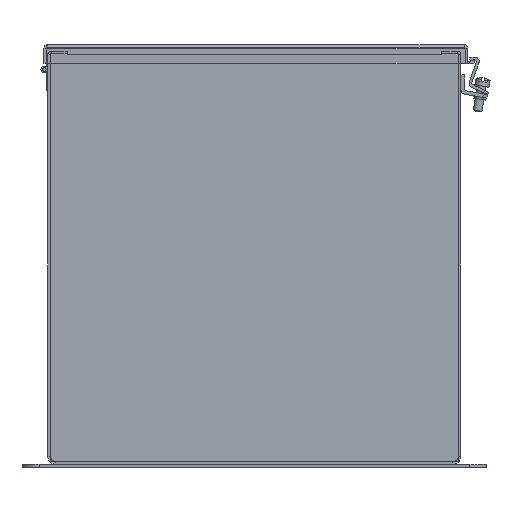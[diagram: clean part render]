
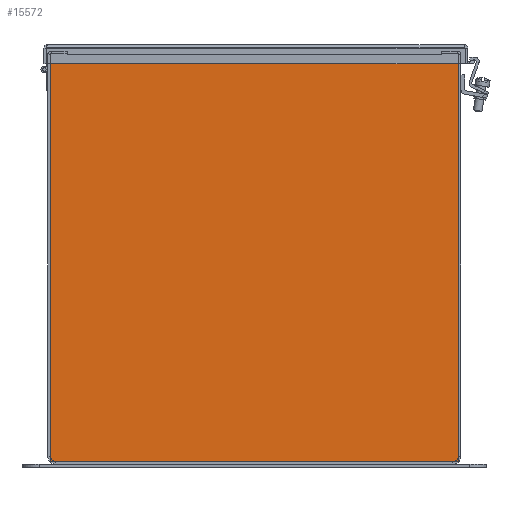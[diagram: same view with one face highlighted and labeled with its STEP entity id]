
A CAD part, left-side view. The second image highlights one B-rep face of the part: STEP entity #15572.
In plain terms, the highlighted face is planar.
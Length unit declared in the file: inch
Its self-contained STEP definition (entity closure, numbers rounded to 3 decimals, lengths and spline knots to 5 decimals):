
#451=PLANE('',#16584);
#951=FACE_OUTER_BOUND('',#1729,.T.);
#1729=EDGE_LOOP('',(#10325,#10326,#10327,#10328,#10329,#10330,#10331,#10332,
#10333,#10334,#10335,#10336));
#3322=LINE('',#22385,#4940);
#3337=LINE('',#22421,#4955);
#3340=LINE('',#22428,#4958);
#3344=LINE('',#22435,#4962);
#3346=LINE('',#22439,#4964);
#3347=LINE('',#22441,#4965);
#3348=LINE('',#22443,#4966);
#3349=LINE('',#22445,#4967);
#3350=LINE('',#22447,#4968);
#3351=LINE('',#22449,#4969);
#3352=LINE('',#22451,#4970);
#3353=LINE('',#22452,#4971);
#4940=VECTOR('',#18054,0.3937);
#4955=VECTOR('',#18093,0.3937);
#4958=VECTOR('',#18098,0.3937);
#4962=VECTOR('',#18104,0.3937);
#4964=VECTOR('',#18108,0.3937);
#4965=VECTOR('',#18109,0.3937);
#4966=VECTOR('',#18110,0.3937);
#4967=VECTOR('',#18111,0.3937);
#4968=VECTOR('',#18112,0.3937);
#4969=VECTOR('',#18113,0.3937);
#4970=VECTOR('',#18114,0.3937);
#4971=VECTOR('',#18115,0.3937);
#6539=VERTEX_POINT('',#22382);
#6540=VERTEX_POINT('',#22384);
#6549=VERTEX_POINT('',#22420);
#6551=VERTEX_POINT('',#22426);
#6552=VERTEX_POINT('',#22427);
#6555=VERTEX_POINT('',#22438);
#6556=VERTEX_POINT('',#22440);
#6557=VERTEX_POINT('',#22442);
#6558=VERTEX_POINT('',#22444);
#6559=VERTEX_POINT('',#22446);
#6560=VERTEX_POINT('',#22448);
#6561=VERTEX_POINT('',#22450);
#8011=EDGE_CURVE('',#6540,#6539,#3322,.T.);
#8029=EDGE_CURVE('',#6549,#6540,#3337,.T.);
#8032=EDGE_CURVE('',#6551,#6552,#3340,.T.);
#8036=EDGE_CURVE('',#6552,#6549,#3344,.T.);
#8038=EDGE_CURVE('',#6539,#6555,#3346,.T.);
#8039=EDGE_CURVE('',#6555,#6556,#3347,.T.);
#8040=EDGE_CURVE('',#6556,#6557,#3348,.T.);
#8041=EDGE_CURVE('',#6558,#6557,#3349,.T.);
#8042=EDGE_CURVE('',#6559,#6558,#3350,.T.);
#8043=EDGE_CURVE('',#6560,#6559,#3351,.T.);
#8044=EDGE_CURVE('',#6561,#6560,#3352,.T.);
#8045=EDGE_CURVE('',#6551,#6561,#3353,.T.);
#10325=ORIENTED_EDGE('',*,*,#8032,.T.);
#10326=ORIENTED_EDGE('',*,*,#8036,.T.);
#10327=ORIENTED_EDGE('',*,*,#8029,.T.);
#10328=ORIENTED_EDGE('',*,*,#8011,.T.);
#10329=ORIENTED_EDGE('',*,*,#8038,.T.);
#10330=ORIENTED_EDGE('',*,*,#8039,.T.);
#10331=ORIENTED_EDGE('',*,*,#8040,.T.);
#10332=ORIENTED_EDGE('',*,*,#8041,.F.);
#10333=ORIENTED_EDGE('',*,*,#8042,.F.);
#10334=ORIENTED_EDGE('',*,*,#8043,.F.);
#10335=ORIENTED_EDGE('',*,*,#8044,.F.);
#10336=ORIENTED_EDGE('',*,*,#8045,.F.);
#15572=ADVANCED_FACE('',(#951),#451,.F.);
#16584=AXIS2_PLACEMENT_3D('',#22437,#18106,#18107);
#18054=DIRECTION('',(1.,0.,0.));
#18093=DIRECTION('',(0.,1.,0.));
#18098=DIRECTION('',(0.,-1.,0.));
#18104=DIRECTION('',(1.,0.,0.));
#18106=DIRECTION('center_axis',(0.,0.,1.));
#18107=DIRECTION('ref_axis',(1.,0.,0.));
#18108=DIRECTION('',(0.,-1.,0.));
#18109=DIRECTION('',(1.,0.,0.));
#18110=DIRECTION('',(0.,1.,0.));
#18111=DIRECTION('',(-1.,0.,0.));
#18112=DIRECTION('',(0.,1.,0.));
#18113=DIRECTION('',(1.,0.,0.));
#18114=DIRECTION('',(0.,-1.,0.));
#18115=DIRECTION('',(-1.,0.,0.));
#22382=CARTESIAN_POINT('',(11.366,11.82075,0.));
#22384=CARTESIAN_POINT('',(0.486,11.82075,0.));
#22385=CARTESIAN_POINT('',(3.206,11.82075,0.));
#22420=CARTESIAN_POINT('',(0.486,11.82055,0.));
#22421=CARTESIAN_POINT('',(0.486,8.87328,0.));
#22426=CARTESIAN_POINT('',(0.4858,11.852,0.));
#22427=CARTESIAN_POINT('',(0.4858,11.82055,0.));
#22428=CARTESIAN_POINT('',(0.4858,8.889,0.));
#22435=CARTESIAN_POINT('',(3.2059,11.82055,0.));
#22437=CARTESIAN_POINT('Origin',(5.926,5.926,0.));
#22438=CARTESIAN_POINT('',(11.366,11.82055,0.));
#22439=CARTESIAN_POINT('',(11.366,8.889,0.));
#22440=CARTESIAN_POINT('',(11.3662,11.82055,0.));
#22441=CARTESIAN_POINT('',(8.646,11.82055,0.));
#22442=CARTESIAN_POINT('',(11.3662,11.852,0.));
#22443=CARTESIAN_POINT('',(11.3662,8.87328,0.));
#22444=CARTESIAN_POINT('',(11.852,11.852,0.));
#22445=CARTESIAN_POINT('',(11.852,11.852,0.));
#22446=CARTESIAN_POINT('',(11.852,0.,0.));
#22447=CARTESIAN_POINT('',(11.852,0.,0.));
#22448=CARTESIAN_POINT('',(0.,0.,0.));
#22449=CARTESIAN_POINT('',(0.,0.,0.));
#22450=CARTESIAN_POINT('',(0.,11.852,0.));
#22451=CARTESIAN_POINT('',(0.,11.852,0.));
#22452=CARTESIAN_POINT('',(11.852,11.852,0.));
